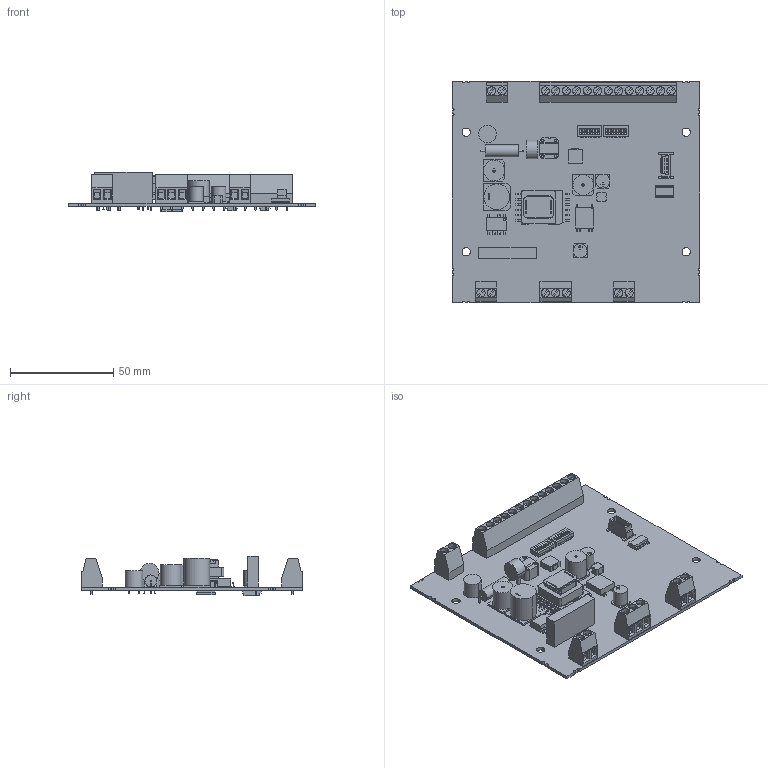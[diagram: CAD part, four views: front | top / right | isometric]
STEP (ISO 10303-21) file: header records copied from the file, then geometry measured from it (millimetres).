
FILE_DESCRIPTION(('Creo Elements/Direct Modeling STEP Export'),'2;1');
FILE_NAME('model.stp','2019-11-15T 8:32:48',(''),(''),'Creo Elements/Direct Modeling STEP processor for AP214 (Solid Model)','Creo Elements/Direct Modeling 20.1A 29-Sep-2018 (C) Parametric Technology GmbH','');
FILE_SCHEMA(('AUTOMOTIVE_DESIGN { 1 0 10303 214 1 1 1 1 }'));
Products named in the file (2): EV_CC_AC1_M3_CC_SER_PCB_...-select
Assembly tree (1 placements, depth 2):
  EV_CC_AC1_M3_CC_SER_PCB_...-select
    EV_CC_AC1_M3_CC_SER_PCB_...-select
Bounding box: 120 x 107.5 x 19.2 mm (x, y, z)
Volume: 43389.1 mm3; surface area: 38502.1 mm2
Topology: 1 solids, 1 shells, 1745 faces, 4568 edges, 2990 vertices
Faces by surface type: plane 1603, cylinder 142
Entity records: 65173 total; most frequent: CARTESIAN_POINT 9411, ORIENTED_EDGE 9136, DIRECTION 7662, EDGE_CURVE 4568, VECTOR 4066, LINE 4066, VERTEX_POINT 2990, EDGE_LOOP 1960
